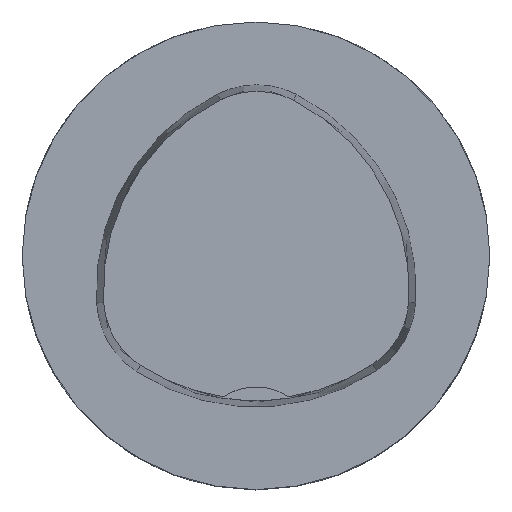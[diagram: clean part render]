
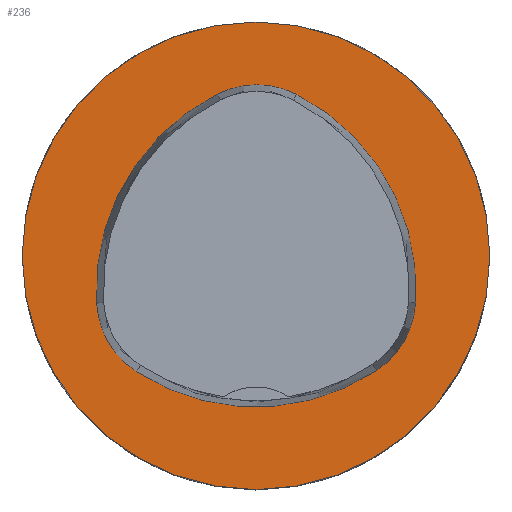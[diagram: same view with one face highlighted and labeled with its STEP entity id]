
A CAD part, top view. The second image highlights one B-rep face of the part: STEP entity #236.
In plain terms, the highlighted planar face has unit normal (0, 0, 1).
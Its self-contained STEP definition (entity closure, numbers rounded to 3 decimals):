
#236=ADVANCED_FACE('',(#462,#463),#282,.T.);
#282=PLANE('',#1366);
#462=FACE_BOUND('',#523,.T.);
#463=FACE_BOUND('',#524,.T.);
#523=EDGE_LOOP('',(#749,#750,#751,#752,#753,#754));
#524=EDGE_LOOP('',(#755));
#749=ORIENTED_EDGE('',*,*,#1108,.F.);
#750=ORIENTED_EDGE('',*,*,#1103,.F.);
#751=ORIENTED_EDGE('',*,*,#1098,.F.);
#752=ORIENTED_EDGE('',*,*,#1095,.F.);
#753=ORIENTED_EDGE('',*,*,#1092,.F.);
#754=ORIENTED_EDGE('',*,*,#1088,.F.);
#755=ORIENTED_EDGE('',*,*,#1079,.T.);
#951=VERTEX_POINT('',#2233);
#960=VERTEX_POINT('',#2252);
#961=VERTEX_POINT('',#2253);
#964=VERTEX_POINT('',#2261);
#966=VERTEX_POINT('',#2267);
#968=VERTEX_POINT('',#2273);
#972=VERTEX_POINT('',#2286);
#1079=EDGE_CURVE('',#951,#951,#1163,.T.);
#1088=EDGE_CURVE('',#960,#961,#1164,.T.);
#1092=EDGE_CURVE('',#961,#964,#1166,.T.);
#1095=EDGE_CURVE('',#964,#966,#1168,.T.);
#1098=EDGE_CURVE('',#966,#968,#1170,.T.);
#1103=EDGE_CURVE('',#968,#972,#1173,.T.);
#1108=EDGE_CURVE('',#972,#960,#1176,.T.);
#1163=CIRCLE('',#1338,16.);
#1164=CIRCLE('',#1344,15.);
#1166=CIRCLE('',#1347,6.);
#1168=CIRCLE('',#1350,15.);
#1170=CIRCLE('',#1353,6.);
#1173=CIRCLE('',#1357,15.);
#1176=CIRCLE('',#1361,6.);
#1338=AXIS2_PLACEMENT_3D('',#2232,#1588,#1589);
#1344=AXIS2_PLACEMENT_3D('',#2251,#1604,#1605);
#1347=AXIS2_PLACEMENT_3D('',#2260,#1612,#1613);
#1350=AXIS2_PLACEMENT_3D('',#2266,#1619,#1620);
#1353=AXIS2_PLACEMENT_3D('',#2272,#1626,#1627);
#1357=AXIS2_PLACEMENT_3D('',#2285,#1635,#1636);
#1361=AXIS2_PLACEMENT_3D('',#2298,#1644,#1645);
#1366=AXIS2_PLACEMENT_3D('',#2303,#1654,#1655);
#1588=DIRECTION('',(0.,0.,1.));
#1589=DIRECTION('',(1.,0.,0.));
#1604=DIRECTION('',(0.,0.,1.));
#1605=DIRECTION('',(1.,0.,0.));
#1612=DIRECTION('',(0.,0.,1.));
#1613=DIRECTION('',(1.,0.,0.));
#1619=DIRECTION('',(0.,0.,1.));
#1620=DIRECTION('',(1.,0.,0.));
#1626=DIRECTION('',(0.,0.,1.));
#1627=DIRECTION('',(1.,0.,0.));
#1635=DIRECTION('',(0.,0.,1.));
#1636=DIRECTION('',(1.,0.,0.));
#1644=DIRECTION('',(0.,0.,1.));
#1645=DIRECTION('',(1.,0.,0.));
#1654=DIRECTION('',(0.,0.,1.));
#1655=DIRECTION('',(-1.,0.,0.));
#2232=CARTESIAN_POINT('',(0.,0.,0.));
#2233=CARTESIAN_POINT('',(16.,0.,0.));
#2251=CARTESIAN_POINT('',(-4.048,-2.316,0.));
#2252=CARTESIAN_POINT('',(10.926,-3.206,0.));
#2253=CARTESIAN_POINT('',(2.774,11.043,0.));
#2260=CARTESIAN_POINT('',(0.045,5.7,0.));
#2261=CARTESIAN_POINT('',(-2.638,11.066,0.));
#2266=CARTESIAN_POINT('',(4.07,-2.35,0.));
#2267=CARTESIAN_POINT('',(-10.903,-3.249,0.));
#2272=CARTESIAN_POINT('',(-4.914,-2.889,0.));
#2273=CARTESIAN_POINT('',(-8.177,-7.924,0.));
#2285=CARTESIAN_POINT('',(-0.019,4.663,0.));
#2286=CARTESIAN_POINT('',(8.24,-7.859,0.));
#2298=CARTESIAN_POINT('',(4.936,-2.85,0.));
#2303=CARTESIAN_POINT('',(0.,0.,0.));
